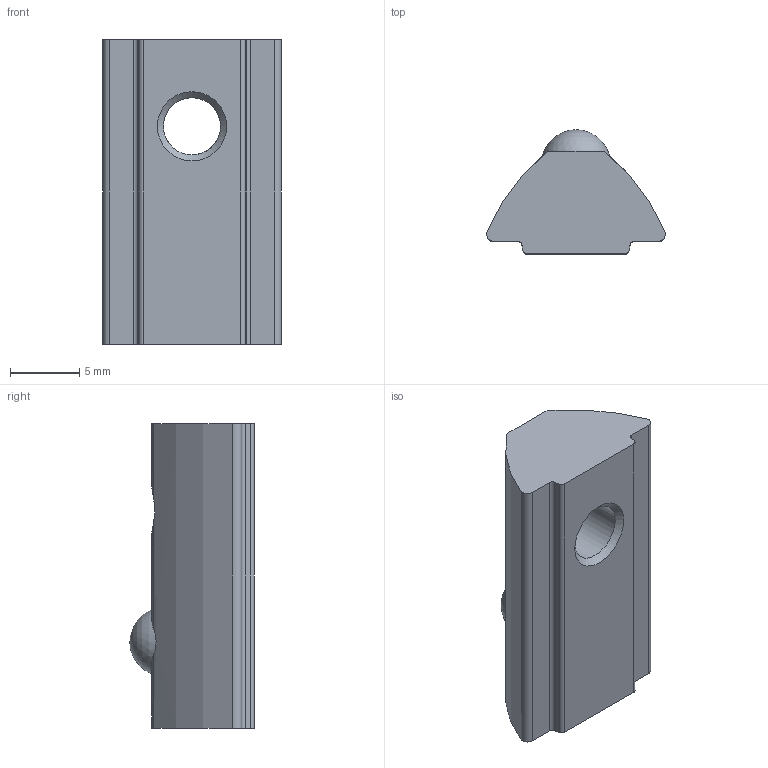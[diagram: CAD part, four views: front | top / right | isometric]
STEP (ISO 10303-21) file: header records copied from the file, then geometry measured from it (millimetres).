
FILE_DESCRIPTION(/* description */ ('STEP AP214'),/* implementation_level */ '2;1');
FILE_NAME(/* name */ '189655_HMBN-8-M5',/* time_stamp */ '2024-08-23T18:49:06+02:00',/* author */ ('License CC BY-ND 4.0'),/* organization */ ('CADENAS'),/* preprocessor_version */ 'ST-DEVELOPER v19.3',/* originating_system */ 'PARTsolutions',/* authorisation */ ' ');
FILE_SCHEMA (('AUTOMOTIVE_DESIGN {1 0 10303 214 3 1 1}'));
Length unit declared in the file: millimetre
Products named in the file (1): 189655 HMBN-8-M5
Bounding box: 12.9 x 9 x 22 mm (x, y, z)
Volume: 1444.9 mm3; surface area: 953.9 mm2
Topology: 1 solids, 1 shells, 28 faces, 82 edges, 54 vertices
Faces by surface type: cylinder 15, plane 10, cone 2, sphere 1
Full cylindrical faces by diameter (mm): 4.134 x1
Entity records: 936 total; most frequent: CARTESIAN_POINT 191, ORIENTED_EDGE 150, DIRECTION 148, EDGE_CURVE 75, AXIS2_PLACEMENT_3D 56, VERTEX_POINT 51, LINE 36, VECTOR 36
